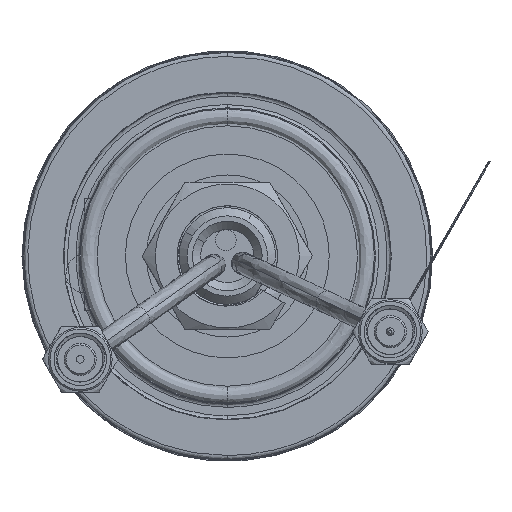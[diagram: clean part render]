
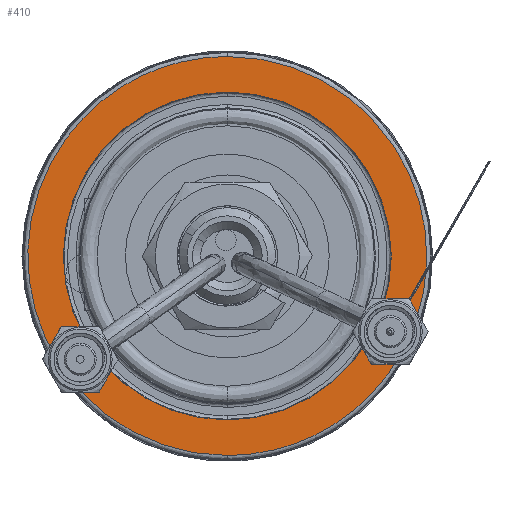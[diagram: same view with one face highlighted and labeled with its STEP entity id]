
A CAD part, front view. The second image highlights one B-rep face of the part: STEP entity #410.
In plain terms, the highlighted planar face has unit normal (0, -1, 0).
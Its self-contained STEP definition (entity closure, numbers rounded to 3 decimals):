
#193 = EDGE_LOOP ( 'NONE', ( #35008, #14118 ) ) ;
#410 = ADVANCED_FACE ( 'NONE', ( #11037, #16983 ), #58146, .T. ) ;
#8321 = ORIENTED_EDGE ( 'NONE', *, *, #8697, .T. ) ;
#8395 =( BOUNDED_CURVE ( )  B_SPLINE_CURVE ( 3, ( #32934, #92907, #48072, #17100 ),
 .UNSPECIFIED., .F., .F. ) 
 B_SPLINE_CURVE_WITH_KNOTS ( ( 4, 4 ),
 ( 0., 1. ),
 .UNSPECIFIED. ) 
 CURVE ( )  GEOMETRIC_REPRESENTATION_ITEM ( )  RATIONAL_B_SPLINE_CURVE ( ( 1., 0.333, 0.333, 1. ) ) 
 REPRESENTATION_ITEM ( '' )  );
#8697 = EDGE_CURVE ( 'NONE', #24758, #17316, #43245, .T. ) ;
#11037 = FACE_OUTER_BOUND ( 'NONE', #193, .T. ) ;
#11107 = DIRECTION ( 'NONE',  ( 0., 1., 0. ) ) ;
#11199 = VERTEX_POINT ( 'NONE', #89044 ) ;
#14118 = ORIENTED_EDGE ( 'NONE', *, *, #84061, .F. ) ;
#16477 = CARTESIAN_POINT ( 'NONE',  ( 0., -3., -24.368 ) ) ;
#16983 = FACE_BOUND ( 'NONE', #70078, .T. ) ;
#17100 = CARTESIAN_POINT ( 'NONE',  ( 0., -3., 24.368 ) ) ;
#17316 = VERTEX_POINT ( 'NONE', #32922 ) ;
#21414 = EDGE_CURVE ( 'NONE', #11199, #21671, #75158, .T. ) ;
#21671 = VERTEX_POINT ( 'NONE', #85559 ) ;
#24758 = VERTEX_POINT ( 'NONE', #61180 ) ;
#32922 = CARTESIAN_POINT ( 'NONE',  ( 0., -3., 20.03 ) ) ;
#32934 = CARTESIAN_POINT ( 'NONE',  ( 0., -3., -24.368 ) ) ;
#35008 = ORIENTED_EDGE ( 'NONE', *, *, #21414, .F. ) ;
#42630 = DIRECTION ( 'NONE',  ( 0., -1., 0. ) ) ;
#42949 = EDGE_CURVE ( 'NONE', #17316, #24758, #47157, .T. ) ;
#43245 = CIRCLE ( 'NONE', #76860, 20.03 ) ;
#46482 = CARTESIAN_POINT ( 'NONE',  ( 0., -3., 24.368 ) ) ;
#47157 = CIRCLE ( 'NONE', #76126, 20.03 ) ;
#48072 = CARTESIAN_POINT ( 'NONE',  ( -48.737, -3., 24.368 ) ) ;
#48369 = DIRECTION ( 'NONE',  ( 0., 0., -1. ) ) ;
#49567 = AXIS2_PLACEMENT_3D ( 'NONE', #57489, #42630, #49911 ) ;
#49911 = DIRECTION ( 'NONE',  ( 0., 0., -1. ) ) ;
#57489 = CARTESIAN_POINT ( 'NONE',  ( 0., -3., 0. ) ) ;
#58146 = PLANE ( 'NONE',  #49567 ) ;
#59734 = DIRECTION ( 'NONE',  ( 0., 0., -1. ) ) ;
#61180 = CARTESIAN_POINT ( 'NONE',  ( 0., -3., -20.03 ) ) ;
#61685 = CARTESIAN_POINT ( 'NONE',  ( 48.737, -3., -24.368 ) ) ;
#67309 = CARTESIAN_POINT ( 'NONE',  ( 0., -3., 0. ) ) ;
#70078 = EDGE_LOOP ( 'NONE', ( #8321, #70155 ) ) ;
#70155 = ORIENTED_EDGE ( 'NONE', *, *, #42949, .T. ) ;
#75158 =( BOUNDED_CURVE ( )  B_SPLINE_CURVE ( 3, ( #46482, #83694, #61685, #16477 ),
 .UNSPECIFIED., .F., .F. ) 
 B_SPLINE_CURVE_WITH_KNOTS ( ( 4, 4 ),
 ( 0., 1. ),
 .UNSPECIFIED. ) 
 CURVE ( )  GEOMETRIC_REPRESENTATION_ITEM ( )  RATIONAL_B_SPLINE_CURVE ( ( 1., 0.333, 0.333, 1. ) ) 
 REPRESENTATION_ITEM ( '' )  );
#76126 = AXIS2_PLACEMENT_3D ( 'NONE', #93520, #11107, #48369 ) ;
#76860 = AXIS2_PLACEMENT_3D ( 'NONE', #67309, #97637, #59734 ) ;
#83694 = CARTESIAN_POINT ( 'NONE',  ( 48.737, -3., 24.368 ) ) ;
#84061 = EDGE_CURVE ( 'NONE', #21671, #11199, #8395, .T. ) ;
#85559 = CARTESIAN_POINT ( 'NONE',  ( 0., -3., -24.368 ) ) ;
#89044 = CARTESIAN_POINT ( 'NONE',  ( 0., -3., 24.368 ) ) ;
#92907 = CARTESIAN_POINT ( 'NONE',  ( -48.737, -3., -24.368 ) ) ;
#93520 = CARTESIAN_POINT ( 'NONE',  ( 0., -3., 0. ) ) ;
#97637 = DIRECTION ( 'NONE',  ( 0., 1., 0. ) ) ;
